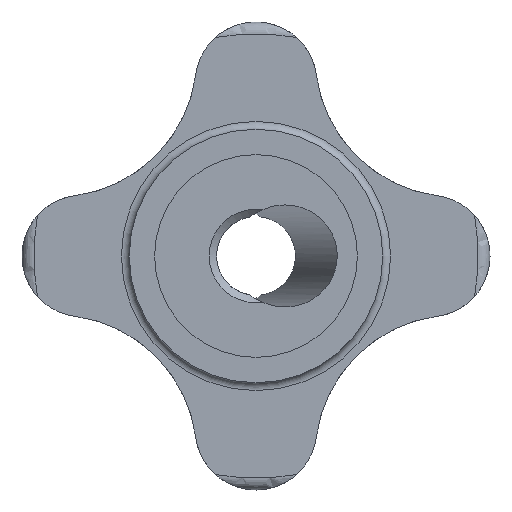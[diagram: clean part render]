
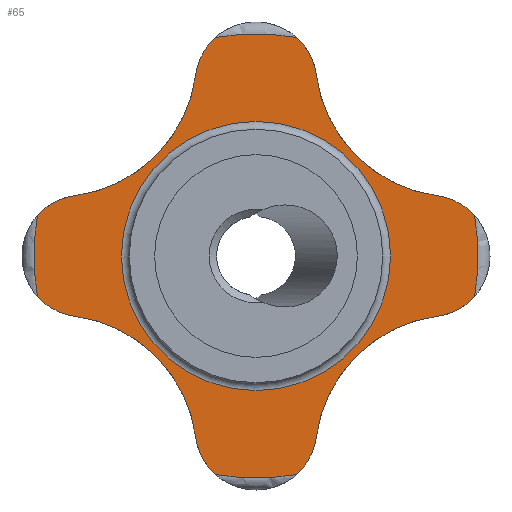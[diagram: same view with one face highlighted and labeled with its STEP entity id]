
A CAD part, front view. The second image highlights one B-rep face of the part: STEP entity #65.
In plain terms, the highlighted planar face has unit normal (0, -1, 0).
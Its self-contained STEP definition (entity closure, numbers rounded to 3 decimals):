
#65 = ADVANCED_FACE( '', ( #146, #147 ), #148, .T. );
#146 = FACE_OUTER_BOUND( '', #242, .T. );
#147 = FACE_BOUND( '', #243, .T. );
#148 = PLANE( '', #244 );
#242 = EDGE_LOOP( '', ( #385, #386, #387, #388, #389, #390, #391, #392, #393, #394, #395, #396, #397, #398, #399, #400 ) );
#243 = EDGE_LOOP( '', ( #401 ) );
#244 = AXIS2_PLACEMENT_3D( '', #402, #403, #404 );
#385 = ORIENTED_EDGE( '', *, *, #602, .F. );
#386 = ORIENTED_EDGE( '', *, *, #603, .T. );
#387 = ORIENTED_EDGE( '', *, *, #604, .F. );
#388 = ORIENTED_EDGE( '', *, *, #605, .T. );
#389 = ORIENTED_EDGE( '', *, *, #606, .F. );
#390 = ORIENTED_EDGE( '', *, *, #607, .T. );
#391 = ORIENTED_EDGE( '', *, *, #608, .F. );
#392 = ORIENTED_EDGE( '', *, *, #609, .T. );
#393 = ORIENTED_EDGE( '', *, *, #565, .F. );
#394 = ORIENTED_EDGE( '', *, *, #610, .T. );
#395 = ORIENTED_EDGE( '', *, *, #572, .F. );
#396 = ORIENTED_EDGE( '', *, *, #611, .T. );
#397 = ORIENTED_EDGE( '', *, *, #576, .F. );
#398 = ORIENTED_EDGE( '', *, *, #612, .T. );
#399 = ORIENTED_EDGE( '', *, *, #581, .F. );
#400 = ORIENTED_EDGE( '', *, *, #600, .T. );
#401 = ORIENTED_EDGE( '', *, *, #563, .F. );
#402 = CARTESIAN_POINT( '', ( 17.25, 21., 0. ) );
#403 = DIRECTION( '', ( 0., -1., 0. ) );
#404 = DIRECTION( '', ( 0., 0., -1. ) );
#563 = EDGE_CURVE( '', #665, #665, #666, .T. );
#565 = EDGE_CURVE( '', #668, #669, #670, .F. );
#572 = EDGE_CURVE( '', #681, #683, #684, .F. );
#576 = EDGE_CURVE( '', #689, #690, #691, .F. );
#581 = EDGE_CURVE( '', #697, #699, #700, .F. );
#600 = EDGE_CURVE( '', #697, #729, #731, .F. );
#602 = EDGE_CURVE( '', #733, #729, #734, .F. );
#603 = EDGE_CURVE( '', #733, #735, #736, .T. );
#604 = EDGE_CURVE( '', #737, #735, #738, .F. );
#605 = EDGE_CURVE( '', #737, #739, #740, .F. );
#606 = EDGE_CURVE( '', #741, #739, #742, .F. );
#607 = EDGE_CURVE( '', #741, #743, #744, .T. );
#608 = EDGE_CURVE( '', #745, #743, #746, .F. );
#609 = EDGE_CURVE( '', #745, #669, #747, .F. );
#610 = EDGE_CURVE( '', #668, #683, #748, .T. );
#611 = EDGE_CURVE( '', #681, #690, #749, .F. );
#612 = EDGE_CURVE( '', #689, #699, #750, .T. );
#665 = VERTEX_POINT( '', #839 );
#666 = CIRCLE( '', #840, 17.25 );
#668 = VERTEX_POINT( '', #842 );
#669 = VERTEX_POINT( '', #843 );
#670 = CIRCLE( '', #844, 7.8 );
#681 = VERTEX_POINT( '', #904 );
#683 = VERTEX_POINT( '', #907 );
#684 = CIRCLE( '', #908, 7.8 );
#689 = VERTEX_POINT( '', #939 );
#690 = VERTEX_POINT( '', #940 );
#691 = CIRCLE( '', #941, 7.8 );
#697 = VERTEX_POINT( '', #970 );
#699 = VERTEX_POINT( '', #973 );
#700 = CIRCLE( '', #974, 7.8 );
#729 = VERTEX_POINT( '', #1212 );
#731 = CIRCLE( '', #1215, 18. );
#733 = VERTEX_POINT( '', #1217 );
#734 = CIRCLE( '', #1218, 7.8 );
#735 = VERTEX_POINT( '', #1219 );
#736 = CIRCLE( '', #1220, 28.5 );
#737 = VERTEX_POINT( '', #1221 );
#738 = CIRCLE( '', #1222, 7.8 );
#739 = VERTEX_POINT( '', #1223 );
#740 = CIRCLE( '', #1224, 18. );
#741 = VERTEX_POINT( '', #1225 );
#742 = CIRCLE( '', #1226, 7.8 );
#743 = VERTEX_POINT( '', #1227 );
#744 = CIRCLE( '', #1228, 28.5 );
#745 = VERTEX_POINT( '', #1229 );
#746 = CIRCLE( '', #1230, 7.8 );
#747 = CIRCLE( '', #1231, 18. );
#748 = CIRCLE( '', #1232, 28.5 );
#749 = CIRCLE( '', #1233, 18. );
#750 = CIRCLE( '', #1234, 28.5 );
#839 = CARTESIAN_POINT( '', ( 0., 21., -17.25 ) );
#840 = AXIS2_PLACEMENT_3D( '', #1490, #1491, #1492 );
#842 = CARTESIAN_POINT( '', ( -28.024, 21., 5.189 ) );
#843 = CARTESIAN_POINT( '', ( -23.221, 21., 7.733 ) );
#844 = AXIS2_PLACEMENT_3D( '', #1493, #1494, #1495 );
#904 = CARTESIAN_POINT( '', ( -23.221, 21., -7.733 ) );
#907 = CARTESIAN_POINT( '', ( -28.024, 21., -5.189 ) );
#908 = AXIS2_PLACEMENT_3D( '', #1498, #1499, #1500 );
#939 = CARTESIAN_POINT( '', ( -5.189, 21., -28.024 ) );
#940 = CARTESIAN_POINT( '', ( -7.733, 21., -23.221 ) );
#941 = AXIS2_PLACEMENT_3D( '', #1501, #1502, #1503 );
#970 = CARTESIAN_POINT( '', ( 7.733, 21., -23.221 ) );
#973 = CARTESIAN_POINT( '', ( 5.189, 21., -28.024 ) );
#974 = AXIS2_PLACEMENT_3D( '', #1506, #1507, #1508 );
#1212 = CARTESIAN_POINT( '', ( 23.221, 21., -7.733 ) );
#1215 = AXIS2_PLACEMENT_3D( '', #1522, #1523, #1524 );
#1217 = CARTESIAN_POINT( '', ( 28.024, 21., -5.189 ) );
#1218 = AXIS2_PLACEMENT_3D( '', #1525, #1526, #1527 );
#1219 = CARTESIAN_POINT( '', ( 28.024, 21., 5.189 ) );
#1220 = AXIS2_PLACEMENT_3D( '', #1528, #1529, #1530 );
#1221 = CARTESIAN_POINT( '', ( 23.221, 21., 7.733 ) );
#1222 = AXIS2_PLACEMENT_3D( '', #1531, #1532, #1533 );
#1223 = CARTESIAN_POINT( '', ( 7.733, 21., 23.221 ) );
#1224 = AXIS2_PLACEMENT_3D( '', #1534, #1535, #1536 );
#1225 = CARTESIAN_POINT( '', ( 5.189, 21., 28.024 ) );
#1226 = AXIS2_PLACEMENT_3D( '', #1537, #1538, #1539 );
#1227 = CARTESIAN_POINT( '', ( -5.189, 21., 28.024 ) );
#1228 = AXIS2_PLACEMENT_3D( '', #1540, #1541, #1542 );
#1229 = CARTESIAN_POINT( '', ( -7.733, 21., 23.221 ) );
#1230 = AXIS2_PLACEMENT_3D( '', #1543, #1544, #1545 );
#1231 = AXIS2_PLACEMENT_3D( '', #1546, #1547, #1548 );
#1232 = AXIS2_PLACEMENT_3D( '', #1549, #1550, #1551 );
#1233 = AXIS2_PLACEMENT_3D( '', #1552, #1553, #1554 );
#1234 = AXIS2_PLACEMENT_3D( '', #1555, #1556, #1557 );
#1490 = CARTESIAN_POINT( '', ( 0., 21., 0. ) );
#1491 = DIRECTION( '', ( 0., -1., 0. ) );
#1492 = DIRECTION( '', ( 0., 0., -1. ) );
#1493 = CARTESIAN_POINT( '', ( -22.2, 21., 0. ) );
#1494 = DIRECTION( '', ( 0., -1., 0. ) );
#1495 = DIRECTION( '', ( 0., 0., -1. ) );
#1498 = CARTESIAN_POINT( '', ( -22.2, 21., 0. ) );
#1499 = DIRECTION( '', ( 0., -1., 0. ) );
#1500 = DIRECTION( '', ( 0., 0., -1. ) );
#1501 = CARTESIAN_POINT( '', ( 0., 21., -22.2 ) );
#1502 = DIRECTION( '', ( 0., -1., 0. ) );
#1503 = DIRECTION( '', ( 0., 0., -1. ) );
#1506 = CARTESIAN_POINT( '', ( 0., 21., -22.2 ) );
#1507 = DIRECTION( '', ( 0., -1., 0. ) );
#1508 = DIRECTION( '', ( 0., 0., -1. ) );
#1522 = CARTESIAN_POINT( '', ( 25.578, 21., -25.578 ) );
#1523 = DIRECTION( '', ( 0., -1., 0. ) );
#1524 = DIRECTION( '', ( 0., 0., -1. ) );
#1525 = CARTESIAN_POINT( '', ( 22.2, 21., 0. ) );
#1526 = DIRECTION( '', ( 0., -1., 0. ) );
#1527 = DIRECTION( '', ( 0., 0., -1. ) );
#1528 = CARTESIAN_POINT( '', ( 0., 21., 0. ) );
#1529 = DIRECTION( '', ( 0., -1., 0. ) );
#1530 = DIRECTION( '', ( 0., 0., -1. ) );
#1531 = CARTESIAN_POINT( '', ( 22.2, 21., 0. ) );
#1532 = DIRECTION( '', ( 0., -1., 0. ) );
#1533 = DIRECTION( '', ( 0., 0., -1. ) );
#1534 = CARTESIAN_POINT( '', ( 25.578, 21., 25.578 ) );
#1535 = DIRECTION( '', ( 0., -1., 0. ) );
#1536 = DIRECTION( '', ( 0., 0., -1. ) );
#1537 = CARTESIAN_POINT( '', ( 0., 21., 22.2 ) );
#1538 = DIRECTION( '', ( 0., -1., 0. ) );
#1539 = DIRECTION( '', ( 0., 0., -1. ) );
#1540 = CARTESIAN_POINT( '', ( 0., 21., 0. ) );
#1541 = DIRECTION( '', ( 0., -1., 0. ) );
#1542 = DIRECTION( '', ( 0., 0., -1. ) );
#1543 = CARTESIAN_POINT( '', ( 0., 21., 22.2 ) );
#1544 = DIRECTION( '', ( 0., -1., 0. ) );
#1545 = DIRECTION( '', ( 0., 0., -1. ) );
#1546 = CARTESIAN_POINT( '', ( -25.578, 21., 25.578 ) );
#1547 = DIRECTION( '', ( 0., -1., 0. ) );
#1548 = DIRECTION( '', ( 0., 0., -1. ) );
#1549 = CARTESIAN_POINT( '', ( 0., 21., 0. ) );
#1550 = DIRECTION( '', ( 0., -1., 0. ) );
#1551 = DIRECTION( '', ( 0., 0., -1. ) );
#1552 = CARTESIAN_POINT( '', ( -25.578, 21., -25.578 ) );
#1553 = DIRECTION( '', ( 0., -1., 0. ) );
#1554 = DIRECTION( '', ( 0., 0., -1. ) );
#1555 = CARTESIAN_POINT( '', ( 0., 21., 0. ) );
#1556 = DIRECTION( '', ( 0., -1., 0. ) );
#1557 = DIRECTION( '', ( 0., 0., -1. ) );
